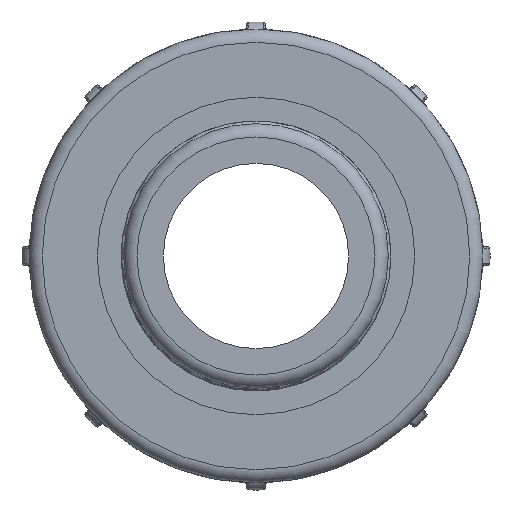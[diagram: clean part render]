
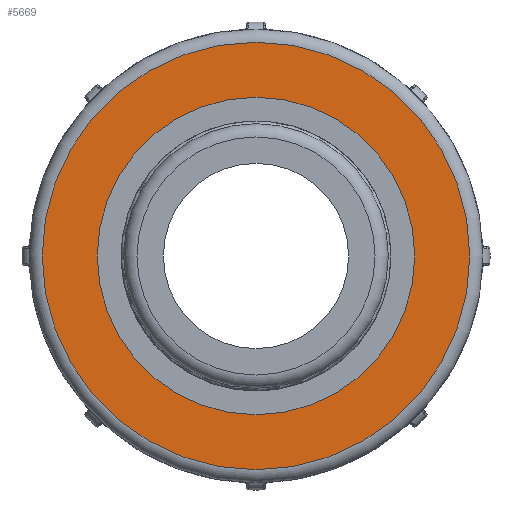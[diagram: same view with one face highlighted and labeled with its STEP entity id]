
A CAD part, left-side view. The second image highlights one B-rep face of the part: STEP entity #5669.
In plain terms, the highlighted planar face has unit normal (-1, 0, 0).
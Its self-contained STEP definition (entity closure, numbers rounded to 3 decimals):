
#49=FACE_BOUND('',#1002,.T.);
#120=PLANE('',#6376);
#622=FACE_OUTER_BOUND('',#1001,.T.);
#1001=EDGE_LOOP('',(#5150));
#1002=EDGE_LOOP('',(#5151));
#2082=CIRCLE('',#6375,60.746);
#2083=CIRCLE('',#6377,45.11);
#2599=VERTEX_POINT('',#12518);
#2600=VERTEX_POINT('',#12521);
#3455=EDGE_CURVE('',#2599,#2599,#2082,.T.);
#3456=EDGE_CURVE('',#2600,#2600,#2083,.T.);
#5150=ORIENTED_EDGE('',*,*,#3455,.F.);
#5151=ORIENTED_EDGE('',*,*,#3456,.T.);
#5669=ADVANCED_FACE('',(#622,#49),#120,.T.);
#6375=AXIS2_PLACEMENT_3D('',#12519,#8009,#8010);
#6376=AXIS2_PLACEMENT_3D('',#12520,#8011,#8012);
#6377=AXIS2_PLACEMENT_3D('',#12522,#8013,#8014);
#8009=DIRECTION('center_axis',(1.,0.,0.));
#8010=DIRECTION('ref_axis',(0.,-1.,0.));
#8011=DIRECTION('center_axis',(-1.,0.,0.));
#8012=DIRECTION('ref_axis',(0.,0.,1.));
#8013=DIRECTION('center_axis',(1.,0.,0.));
#8014=DIRECTION('ref_axis',(0.,0.,-1.));
#12518=CARTESIAN_POINT('',(-124.2,60.746,0.));
#12519=CARTESIAN_POINT('Origin',(-124.2,0.,0.));
#12520=CARTESIAN_POINT('Origin',(-124.2,64.505,0.));
#12521=CARTESIAN_POINT('',(-124.2,45.11,0.));
#12522=CARTESIAN_POINT('Origin',(-124.2,0.,0.));
